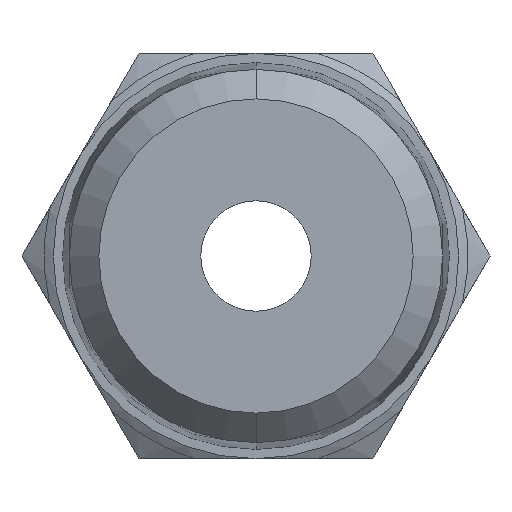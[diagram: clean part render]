
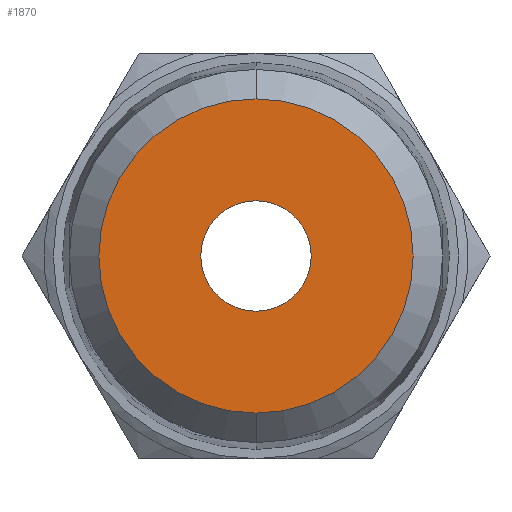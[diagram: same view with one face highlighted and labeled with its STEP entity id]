
A CAD part, front view. The second image highlights one B-rep face of the part: STEP entity #1870.
In plain terms, the highlighted planar face has unit normal (0, -1, 0).
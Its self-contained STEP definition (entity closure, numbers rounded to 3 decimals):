
#387 = CIRCLE ( 'NONE', #1714, 4.264 ) ;
#404 = CIRCLE ( 'NONE', #1743, 1.5 ) ;
#423 = CIRCLE ( 'NONE', #1717, 4.264 ) ;
#547 = ORIENTED_EDGE ( 'NONE', *, *, #2068, .T. ) ;
#556 = ORIENTED_EDGE ( 'NONE', *, *, #2060, .F. ) ;
#607 = ORIENTED_EDGE ( 'NONE', *, *, #2067, .T. ) ;
#683 = EDGE_LOOP ( 'NONE', ( #556, #789 ) ) ;
#779 = CIRCLE ( 'NONE', #1707, 1.5 ) ;
#789 = ORIENTED_EDGE ( 'NONE', *, *, #2108, .F. ) ;
#811 = FACE_OUTER_BOUND ( 'NONE', #845, .T. ) ;
#833 = FACE_BOUND ( 'NONE', #683, .T. ) ;
#845 = EDGE_LOOP ( 'NONE', ( #607, #547 ) ) ;
#1127 = DIRECTION ( 'NONE',  ( 0., 0., -1. ) ) ;
#1146 = CARTESIAN_POINT ( 'NONE',  ( 0., 0., 0. ) ) ;
#1147 = DIRECTION ( 'NONE',  ( 0., 0., -1. ) ) ;
#1148 = DIRECTION ( 'NONE',  ( 0., -1., 0. ) ) ;
#1157 = CARTESIAN_POINT ( 'NONE',  ( 0., 0., 0. ) ) ;
#1158 = DIRECTION ( 'NONE',  ( 0., -1., 0. ) ) ;
#1173 = CARTESIAN_POINT ( 'NONE',  ( 0., 0., 0. ) ) ;
#1207 = DIRECTION ( 'NONE',  ( 0., 0., -1. ) ) ;
#1208 = DIRECTION ( 'NONE',  ( 0., -1., 0. ) ) ;
#1209 = CARTESIAN_POINT ( 'NONE',  ( 0., 0., 0. ) ) ;
#1274 = DIRECTION ( 'NONE',  ( 0., -1., 0. ) ) ;
#1275 = DIRECTION ( 'NONE',  ( 0., 0., -1. ) ) ;
#1378 = CARTESIAN_POINT ( 'NONE',  ( 0., 0., 0. ) ) ;
#1379 = DIRECTION ( 'NONE',  ( 0., -1., 0. ) ) ;
#1380 = PLANE ( 'NONE',  #1787 ) ;
#1388 = DIRECTION ( 'NONE',  ( 0., 0., -1. ) ) ;
#1488 = CARTESIAN_POINT ( 'NONE',  ( 0., 0., 4.264 ) ) ;
#1494 = CARTESIAN_POINT ( 'NONE',  ( 0., 0., 1.5 ) ) ;
#1631 = CARTESIAN_POINT ( 'NONE',  ( 0., 0., -1.5 ) ) ;
#1640 = CARTESIAN_POINT ( 'NONE',  ( 0., 0., -4.264 ) ) ;
#1707 = AXIS2_PLACEMENT_3D ( 'NONE', #1173, #1274, #1275 ) ;
#1714 = AXIS2_PLACEMENT_3D ( 'NONE', #1146, #1148, #1147 ) ;
#1717 = AXIS2_PLACEMENT_3D ( 'NONE', #1157, #1158, #1127 ) ;
#1743 = AXIS2_PLACEMENT_3D ( 'NONE', #1209, #1208, #1207 ) ;
#1787 = AXIS2_PLACEMENT_3D ( 'NONE', #1378, #1379, #1388 ) ;
#1870 = ADVANCED_FACE ( 'NONE', ( #811, #833 ), #1380, .T. ) ;
#1923 = VERTEX_POINT ( 'NONE', #1488 ) ;
#1930 = VERTEX_POINT ( 'NONE', #1494 ) ;
#1970 = VERTEX_POINT ( 'NONE', #1640 ) ;
#1971 = VERTEX_POINT ( 'NONE', #1631 ) ;
#2060 = EDGE_CURVE ( 'NONE', #1971, #1930, #779, .T. ) ;
#2067 = EDGE_CURVE ( 'NONE', #1923, #1970, #423, .T. ) ;
#2068 = EDGE_CURVE ( 'NONE', #1970, #1923, #387, .T. ) ;
#2108 = EDGE_CURVE ( 'NONE', #1930, #1971, #404, .T. ) ;
